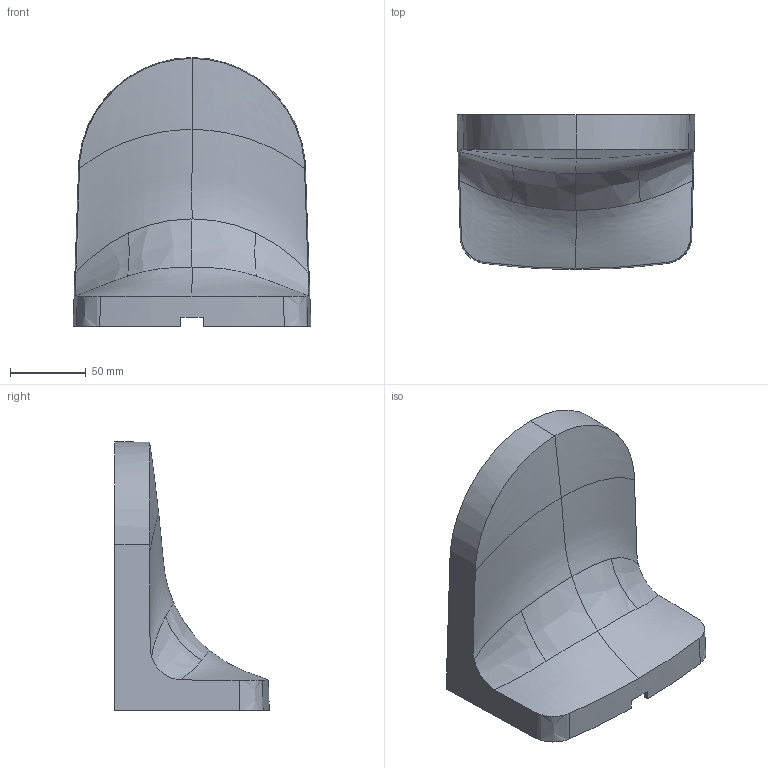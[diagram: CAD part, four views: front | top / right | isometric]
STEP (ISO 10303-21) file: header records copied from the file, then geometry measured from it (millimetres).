
FILE_DESCRIPTION (( 'STEP AP203' ), '1' );
FILE_NAME ('SZK-105.step', '2025-02-24T17:15:28', ( '' ), ( '' ), 'SwSTEP 2.0', 'SolidWorks 2024', '' );
FILE_SCHEMA (( 'CONFIG_CONTROL_DESIGN' ));
Length unit declared in the file: millimetre
Products named in the file (1): SZK-105
Bounding box: 157 x 101.94 x 177.5 mm (x, y, z)
Volume: 135487.8 mm3; surface area: 97895.2 mm2
Topology: 1 solids, 1 shells, 142 faces, 398 edges, 264 vertices
Faces by surface type: plane 90, bspline 28, cylinder 18, cone 6
Entity records: 55954 total; most frequent: CARTESIAN_POINT 52646, ORIENTED_EDGE 796, DIRECTION 480, EDGE_CURVE 398, VERTEX_POINT 264, B_SPLINE_CURVE_WITH_KNOTS 188, LINE 164, VECTOR 164
